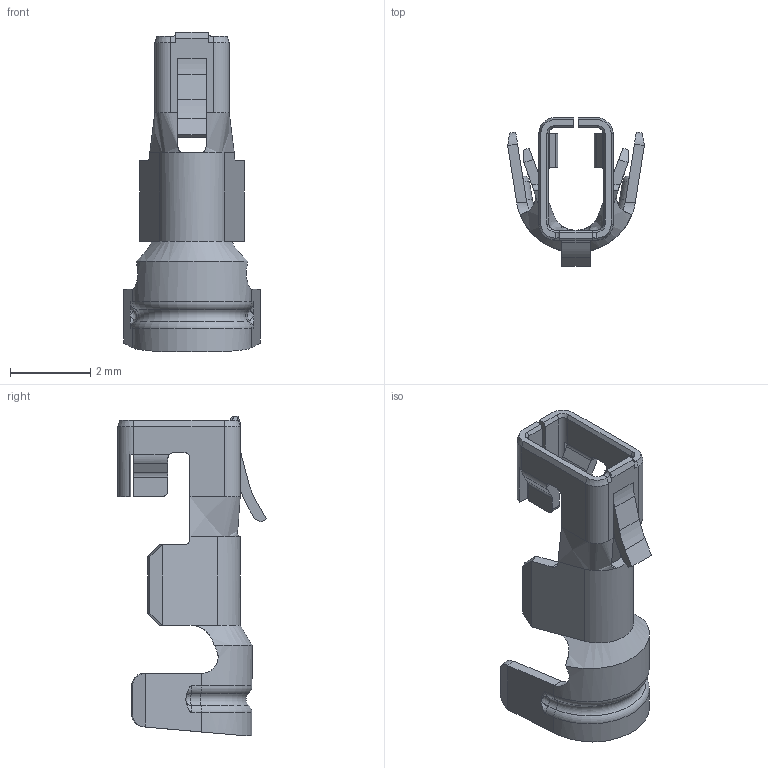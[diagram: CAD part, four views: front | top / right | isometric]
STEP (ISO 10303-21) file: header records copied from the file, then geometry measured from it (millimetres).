
FILE_DESCRIPTION( ('This file contains a STEP AP42 implementation' ,'as created by ZW3D STEP Interface translator.') ,'2;1' );
FILE_NAME( 'MJE04P-FTCXX01.stp' ,'231223.1423 4', (''), ('ZWCAD Software Co.'), 'Version 1.0', 'ZW3D to STEP translator', '' );
FILE_SCHEMA(('AUTOMOTIVE_DESIGN { 1 0 10303 214 1 1 1 1 }'));
Length unit declared in the file: millimetre
Products named in the file (1): 0
Bounding box: 3.41 x 3.7 x 7.95 mm (x, y, z)
Volume: 10.6 mm3; surface area: 101.3 mm2
Topology: 1 solids, 1 shells, 197 faces, 538 edges, 337 vertices
Faces by surface type: plane 111, cylinder 58, bspline 16, cone 8, torus 4
Entity records: 8520 total; most frequent: CARTESIAN_POINT 3465, ORIENTED_EDGE 1068, DIRECTION 928, EDGE_CURVE 534, VECTOR 354, LINE 354, VERTEX_POINT 337, AXIS2_PLACEMENT_3D 287
